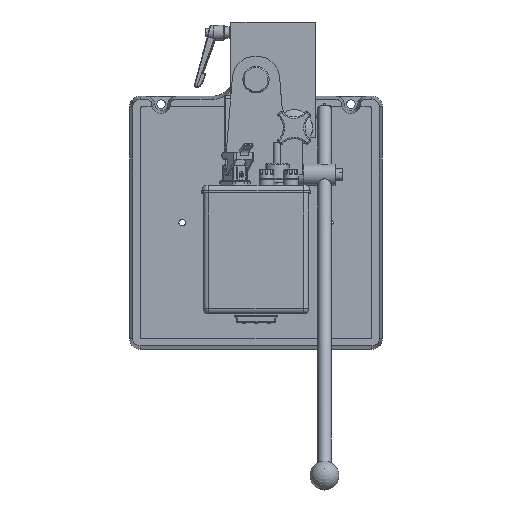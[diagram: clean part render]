
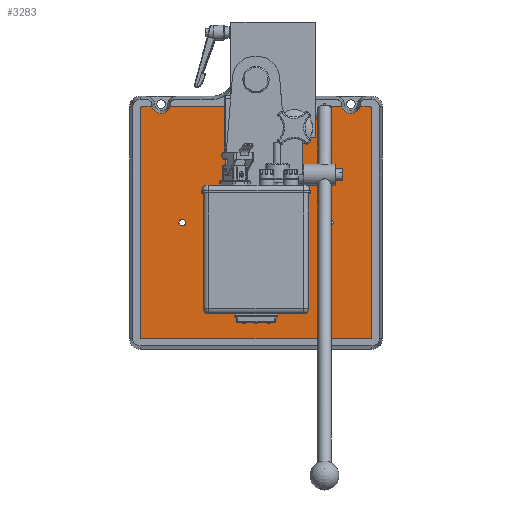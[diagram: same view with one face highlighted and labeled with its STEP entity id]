
A CAD part, top view. The second image highlights one B-rep face of the part: STEP entity #3283.
In plain terms, the highlighted planar face has unit normal (0, 0, 1).
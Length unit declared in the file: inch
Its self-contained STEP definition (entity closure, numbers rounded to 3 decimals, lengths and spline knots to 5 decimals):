
#2186=CARTESIAN_POINT('',(-5.375,-8.,0.));
#2187=VERTEX_POINT('',#2186);
#2188=CARTESIAN_POINT('',(-4.92576,-8.,0.));
#2189=VERTEX_POINT('',#2188);
#2190=CARTESIAN_POINT('',(-4.92576,-8.,0.));
#2191=DIRECTION('',(1.,0.,0.));
#2192=VECTOR('',#2191,1.);
#2193=LINE('',#2190,#2192);
#2194=EDGE_CURVE('',#2187,#2189,#2193,.T.);
#2226=CARTESIAN_POINT('',(-5.5,-8.125,0.));
#2227=VERTEX_POINT('',#2226);
#2228=CARTESIAN_POINT('',(-5.375,-8.125,0.));
#2229=DIRECTION('',(0.,0.,-1.));
#2230=DIRECTION('',(1.,0.,0.));
#2231=AXIS2_PLACEMENT_3D('',#2228,#2229,#2230);
#2232=CIRCLE('',#2231,0.125);
#2233=EDGE_CURVE('',#2227,#2187,#2232,.T.);
#2259=CARTESIAN_POINT('',(-5.5,-18.875,0.));
#2260=VERTEX_POINT('',#2259);
#2261=CARTESIAN_POINT('',(-5.5,-8.125,0.));
#2262=DIRECTION('',(0.,1.,0.));
#2263=VECTOR('',#2262,1.);
#2264=LINE('',#2261,#2263);
#2265=EDGE_CURVE('',#2260,#2227,#2264,.T.);
#2290=CARTESIAN_POINT('',(-5.375,-19.,0.));
#2291=VERTEX_POINT('',#2290);
#2292=CARTESIAN_POINT('',(-5.375,-18.875,0.));
#2293=DIRECTION('',(0.,0.,-1.));
#2294=DIRECTION('',(1.,0.,0.));
#2295=AXIS2_PLACEMENT_3D('',#2292,#2293,#2294);
#2296=CIRCLE('',#2295,0.125);
#2297=EDGE_CURVE('',#2291,#2260,#2296,.T.);
#2323=CARTESIAN_POINT('',(5.375,-19.,0.));
#2324=VERTEX_POINT('',#2323);
#2325=CARTESIAN_POINT('',(-5.375,-19.,0.));
#2326=DIRECTION('',(-1.,0.,0.));
#2327=VECTOR('',#2326,1.);
#2328=LINE('',#2325,#2327);
#2329=EDGE_CURVE('',#2324,#2291,#2328,.T.);
#2354=CARTESIAN_POINT('',(5.5,-18.875,0.));
#2355=VERTEX_POINT('',#2354);
#2356=CARTESIAN_POINT('',(5.375,-18.875,0.));
#2357=DIRECTION('',(0.,0.,-1.));
#2358=DIRECTION('',(1.,0.,0.));
#2359=AXIS2_PLACEMENT_3D('',#2356,#2357,#2358);
#2360=CIRCLE('',#2359,0.125);
#2361=EDGE_CURVE('',#2355,#2324,#2360,.T.);
#2387=CARTESIAN_POINT('',(5.5,-8.125,0.));
#2388=VERTEX_POINT('',#2387);
#2389=CARTESIAN_POINT('',(5.5,-18.875,0.));
#2390=DIRECTION('',(0.,-1.,0.));
#2391=VECTOR('',#2390,1.);
#2392=LINE('',#2389,#2391);
#2393=EDGE_CURVE('',#2388,#2355,#2392,.T.);
#2418=CARTESIAN_POINT('',(5.375,-8.,0.));
#2419=VERTEX_POINT('',#2418);
#2420=CARTESIAN_POINT('',(5.375,-8.125,0.));
#2421=DIRECTION('',(0.,0.,-1.));
#2422=DIRECTION('',(1.,0.,0.));
#2423=AXIS2_PLACEMENT_3D('',#2420,#2421,#2422);
#2424=CIRCLE('',#2423,0.125);
#2425=EDGE_CURVE('',#2419,#2388,#2424,.T.);
#2451=CARTESIAN_POINT('',(4.92576,-8.,0.));
#2452=VERTEX_POINT('',#2451);
#2453=CARTESIAN_POINT('',(5.375,-8.,0.));
#2454=DIRECTION('',(1.,0.,0.));
#2455=VECTOR('',#2454,1.);
#2456=LINE('',#2453,#2455);
#2457=EDGE_CURVE('',#2452,#2419,#2456,.T.);
#3119=CARTESIAN_POINT('',(4.07424,-8.,0.));
#3120=VERTEX_POINT('',#3119);
#3121=CARTESIAN_POINT('',(4.5,-7.875,0.));
#3122=DIRECTION('',(0.,0.,1.));
#3123=DIRECTION('',(1.,0.,0.));
#3124=AXIS2_PLACEMENT_3D('',#3121,#3122,#3123);
#3125=CIRCLE('',#3124,0.44373);
#3126=EDGE_CURVE('',#3120,#2452,#3125,.T.);
#3152=ORIENTED_EDGE('',*,*,#3126,.F.);
#3153=CARTESIAN_POINT('',(-4.07424,-8.,0.));
#3154=VERTEX_POINT('',#3153);
#3155=CARTESIAN_POINT('',(4.07424,-8.,0.));
#3156=DIRECTION('',(1.,0.,0.));
#3157=VECTOR('',#3156,1.);
#3158=LINE('',#3155,#3157);
#3159=EDGE_CURVE('',#3154,#3120,#3158,.T.);
#3160=ORIENTED_EDGE('',*,*,#3159,.F.);
#3161=CARTESIAN_POINT('',(-4.5,-7.875,0.));
#3162=DIRECTION('',(0.,0.,1.));
#3163=DIRECTION('',(1.,0.,0.));
#3164=AXIS2_PLACEMENT_3D('',#3161,#3162,#3163);
#3165=CIRCLE('',#3164,0.44373);
#3166=EDGE_CURVE('',#2189,#3154,#3165,.T.);
#3167=ORIENTED_EDGE('',*,*,#3166,.F.);
#3168=ORIENTED_EDGE('',*,*,#2194,.F.);
#3169=ORIENTED_EDGE('',*,*,#2233,.F.);
#3170=ORIENTED_EDGE('',*,*,#2265,.F.);
#3171=ORIENTED_EDGE('',*,*,#2297,.F.);
#3172=ORIENTED_EDGE('',*,*,#2329,.F.);
#3173=ORIENTED_EDGE('',*,*,#2361,.F.);
#3174=ORIENTED_EDGE('',*,*,#2393,.F.);
#3175=ORIENTED_EDGE('',*,*,#2425,.F.);
#3176=ORIENTED_EDGE('',*,*,#2457,.F.);
#3177=EDGE_LOOP('',(#3152,#3160,#3167,#3168,#3169,#3170,#3171,#3172,#3173,#3174,#3175,#3176));
#3178=FACE_OUTER_BOUND('',#3177,.T.);
#3179=CARTESIAN_POINT('',(-0.1565,-13.5,0.));
#3180=VERTEX_POINT('',#3179);
#3181=CARTESIAN_POINT('',(0.,-13.5,0.));
#3182=DIRECTION('',(0.,0.,-1.));
#3183=DIRECTION('',(-1.,0.,0.));
#3184=AXIS2_PLACEMENT_3D('',#3181,#3182,#3183);
#3185=CIRCLE('',#3184,0.1565);
#3186=EDGE_CURVE('',#3180,#3180,#3185,.T.);
#3187=ORIENTED_EDGE('',*,*,#3186,.T.);
#3188=EDGE_LOOP('',(#3187));
#3189=FACE_BOUND('',#3188,.T.);
#3190=CARTESIAN_POINT('',(-0.1565,-10.,0.));
#3191=VERTEX_POINT('',#3190);
#3192=CARTESIAN_POINT('',(0.,-10.,0.));
#3193=DIRECTION('',(0.,0.,-1.));
#3194=DIRECTION('',(-1.,0.,0.));
#3195=AXIS2_PLACEMENT_3D('',#3192,#3193,#3194);
#3196=CIRCLE('',#3195,0.1565);
#3197=EDGE_CURVE('',#3191,#3191,#3196,.T.);
#3198=ORIENTED_EDGE('',*,*,#3197,.T.);
#3199=EDGE_LOOP('',(#3198));
#3200=FACE_BOUND('',#3199,.T.);
#3201=CARTESIAN_POINT('',(-0.1565,-11.28125,0.));
#3202=VERTEX_POINT('',#3201);
#3203=CARTESIAN_POINT('',(0.,-11.28125,0.));
#3204=DIRECTION('',(0.,0.,-1.));
#3205=DIRECTION('',(-1.,0.,0.));
#3206=AXIS2_PLACEMENT_3D('',#3203,#3204,#3205);
#3207=CIRCLE('',#3206,0.1565);
#3208=EDGE_CURVE('',#3202,#3202,#3207,.T.);
#3209=ORIENTED_EDGE('',*,*,#3208,.T.);
#3210=EDGE_LOOP('',(#3209));
#3211=FACE_BOUND('',#3210,.T.);
#3212=CARTESIAN_POINT('',(-2.37525,-13.5,0.));
#3213=VERTEX_POINT('',#3212);
#3214=CARTESIAN_POINT('',(-2.21875,-13.5,0.));
#3215=DIRECTION('',(0.,0.,-1.));
#3216=DIRECTION('',(-1.,0.,0.));
#3217=AXIS2_PLACEMENT_3D('',#3214,#3215,#3216);
#3218=CIRCLE('',#3217,0.1565);
#3219=EDGE_CURVE('',#3213,#3213,#3218,.T.);
#3220=ORIENTED_EDGE('',*,*,#3219,.T.);
#3221=EDGE_LOOP('',(#3220));
#3222=FACE_BOUND('',#3221,.T.);
#3223=CARTESIAN_POINT('',(-3.6565,-13.5,0.));
#3224=VERTEX_POINT('',#3223);
#3225=CARTESIAN_POINT('',(-3.5,-13.5,0.));
#3226=DIRECTION('',(0.,0.,-1.));
#3227=DIRECTION('',(-1.,0.,0.));
#3228=AXIS2_PLACEMENT_3D('',#3225,#3226,#3227);
#3229=CIRCLE('',#3228,0.1565);
#3230=EDGE_CURVE('',#3224,#3224,#3229,.T.);
#3231=ORIENTED_EDGE('',*,*,#3230,.T.);
#3232=EDGE_LOOP('',(#3231));
#3233=FACE_BOUND('',#3232,.T.);
#3234=CARTESIAN_POINT('',(-0.1565,-15.71875,0.));
#3235=VERTEX_POINT('',#3234);
#3236=CARTESIAN_POINT('',(0.,-15.71875,0.));
#3237=DIRECTION('',(0.,0.,-1.));
#3238=DIRECTION('',(-1.,0.,0.));
#3239=AXIS2_PLACEMENT_3D('',#3236,#3237,#3238);
#3240=CIRCLE('',#3239,0.1565);
#3241=EDGE_CURVE('',#3235,#3235,#3240,.T.);
#3242=ORIENTED_EDGE('',*,*,#3241,.T.);
#3243=EDGE_LOOP('',(#3242));
#3244=FACE_BOUND('',#3243,.T.);
#3245=CARTESIAN_POINT('',(-0.1565,-17.,0.));
#3246=VERTEX_POINT('',#3245);
#3247=CARTESIAN_POINT('',(0.,-17.,0.));
#3248=DIRECTION('',(0.,0.,-1.));
#3249=DIRECTION('',(-1.,0.,0.));
#3250=AXIS2_PLACEMENT_3D('',#3247,#3248,#3249);
#3251=CIRCLE('',#3250,0.1565);
#3252=EDGE_CURVE('',#3246,#3246,#3251,.T.);
#3253=ORIENTED_EDGE('',*,*,#3252,.T.);
#3254=EDGE_LOOP('',(#3253));
#3255=FACE_BOUND('',#3254,.T.);
#3256=CARTESIAN_POINT('',(2.06225,-13.5,0.));
#3257=VERTEX_POINT('',#3256);
#3258=CARTESIAN_POINT('',(2.21875,-13.5,0.));
#3259=DIRECTION('',(0.,0.,-1.));
#3260=DIRECTION('',(-1.,0.,0.));
#3261=AXIS2_PLACEMENT_3D('',#3258,#3259,#3260);
#3262=CIRCLE('',#3261,0.1565);
#3263=EDGE_CURVE('',#3257,#3257,#3262,.T.);
#3264=ORIENTED_EDGE('',*,*,#3263,.T.);
#3265=EDGE_LOOP('',(#3264));
#3266=FACE_BOUND('',#3265,.T.);
#3267=CARTESIAN_POINT('',(3.3435,-13.5,0.));
#3268=VERTEX_POINT('',#3267);
#3269=CARTESIAN_POINT('',(3.5,-13.5,0.));
#3270=DIRECTION('',(0.,0.,-1.));
#3271=DIRECTION('',(-1.,0.,0.));
#3272=AXIS2_PLACEMENT_3D('',#3269,#3270,#3271);
#3273=CIRCLE('',#3272,0.1565);
#3274=EDGE_CURVE('',#3268,#3268,#3273,.T.);
#3275=ORIENTED_EDGE('',*,*,#3274,.T.);
#3276=EDGE_LOOP('',(#3275));
#3277=FACE_BOUND('',#3276,.T.);
#3278=CARTESIAN_POINT('',(0.,-13.43788,0.));
#3279=DIRECTION('',(0.,0.,1.));
#3280=DIRECTION('',(-1.,0.,0.));
#3281=AXIS2_PLACEMENT_3D('',#3278,#3279,#3280);
#3282=PLANE('',#3281);
#3283=ADVANCED_FACE('',(#3178,#3189,#3200,#3211,#3222,#3233,#3244,#3255,#3266,#3277),#3282,.T.);
